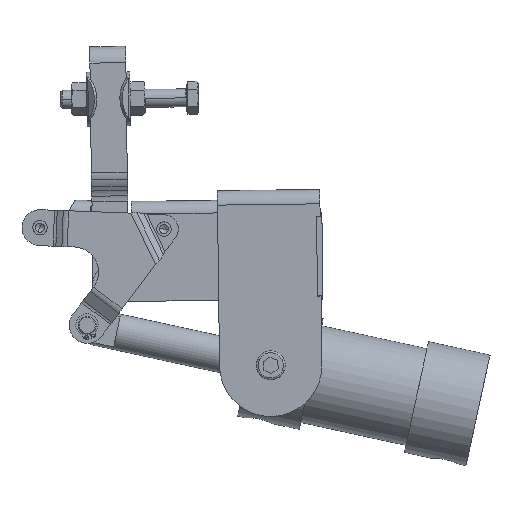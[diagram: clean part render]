
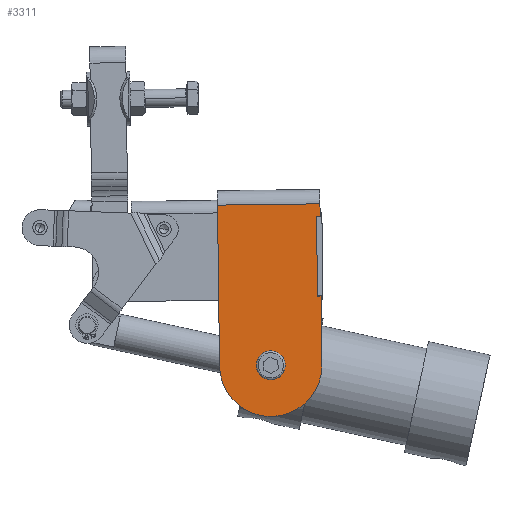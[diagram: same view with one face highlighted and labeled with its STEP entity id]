
A CAD part, front view. The second image highlights one B-rep face of the part: STEP entity #3311.
In plain terms, the highlighted free-form (B-spline) face has degree [1, 1] with [2, 2] control points.
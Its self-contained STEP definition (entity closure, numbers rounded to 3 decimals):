
#2869=CARTESIAN_POINT('',(88.573,4.463,-70.));
#2870=VERTEX_POINT('',#2869);
#2886=CARTESIAN_POINT('',(72.573,4.463,-70.));
#2887=VERTEX_POINT('',#2886);
#2894=CARTESIAN_POINT('',(80.573,4.463,-70.));
#2895=DIRECTION('',(0.0,0.0,1.0));
#2896=DIRECTION('',(1.0,0.0,0.0));
#2897=AXIS2_PLACEMENT_3D('',#2894,#2895,#2896);
#2898=CIRCLE('',#2897,8.0);
#2899=EDGE_CURVE('',#2870,#2887,#2898,.T.);
#3003=CARTESIAN_POINT('',(42.573,-22.037,-70.));
#3004=VERTEX_POINT('',#3003);
#3011=CARTESIAN_POINT('',(42.573,-24.037,-70.0));
#3012=VERTEX_POINT('',#3011);
#3013=CARTESIAN_POINT('',(42.573,-24.037,-70.0));
#3014=DIRECTION('',(0.0,1.0,0.0));
#3015=VECTOR('',#3014,2.);
#3016=LINE('',#3013,#3015);
#3017=EDGE_CURVE('',#3012,#3004,#3016,.T.);
#3041=CARTESIAN_POINT('',(-1.927,-22.037,-70.0));
#3042=VERTEX_POINT('',#3041);
#3049=CARTESIAN_POINT('',(42.573,-22.037,-70.));
#3050=DIRECTION('',(-1.0,0.0,0.0));
#3051=VECTOR('',#3050,44.5);
#3052=LINE('',#3049,#3051);
#3053=EDGE_CURVE('',#3004,#3042,#3052,.T.);
#3072=CARTESIAN_POINT('',(-1.927,-24.037,-70.0));
#3073=VERTEX_POINT('',#3072);
#3080=CARTESIAN_POINT('',(-1.927,-22.037,-70.0));
#3081=DIRECTION('',(0.0,-1.0,0.0));
#3082=VECTOR('',#3081,2.);
#3083=LINE('',#3080,#3082);
#3084=EDGE_CURVE('',#3042,#3073,#3083,.T.);
#3252=CARTESIAN_POINT('',(-8.927,32.963,-70.));
#3253=CARTESIAN_POINT('',(109.073,32.963,-70.));
#3254=CARTESIAN_POINT('',(-8.927,-24.037,-70.));
#3255=CARTESIAN_POINT('',(109.073,-24.037,-70.));
#3256=B_SPLINE_SURFACE_WITH_KNOTS('',1,1,((#3252,#3254),(#3253,#3255)),.UNSPECIFIED.,.F.,.F.,.U.,(2,2),(2,2),(0.0,118.),(0.0,57.),.UNSPECIFIED.);
#3257=ORIENTED_EDGE('',*,*,#3017,.T.);
#3258=ORIENTED_EDGE('',*,*,#3053,.T.);
#3259=ORIENTED_EDGE('',*,*,#3084,.T.);
#3260=CARTESIAN_POINT('',(-8.927,-24.037,-70.0));
#3261=VERTEX_POINT('',#3260);
#3262=CARTESIAN_POINT('',(-1.927,-24.037,-70.0));
#3263=DIRECTION('',(-1.0,0.0,0.0));
#3264=VECTOR('',#3263,7.);
#3265=LINE('',#3262,#3264);
#3266=EDGE_CURVE('',#3073,#3261,#3265,.T.);
#3267=ORIENTED_EDGE('',*,*,#3266,.T.);
#3268=CARTESIAN_POINT('',(-8.927,32.963,-70.0));
#3269=VERTEX_POINT('',#3268);
#3270=CARTESIAN_POINT('',(-8.927,-24.037,-70.0));
#3271=DIRECTION('',(0.0,1.0,0.0));
#3272=VECTOR('',#3271,57.);
#3273=LINE('',#3270,#3272);
#3274=EDGE_CURVE('',#3261,#3269,#3273,.T.);
#3275=ORIENTED_EDGE('',*,*,#3274,.T.);
#3276=CARTESIAN_POINT('',(80.573,32.963,-70.));
#3277=VERTEX_POINT('',#3276);
#3278=CARTESIAN_POINT('',(-8.927,32.963,-70.0));
#3279=DIRECTION('',(1.0,0.0,0.0));
#3280=VECTOR('',#3279,89.5);
#3281=LINE('',#3278,#3280);
#3282=EDGE_CURVE('',#3269,#3277,#3281,.T.);
#3283=ORIENTED_EDGE('',*,*,#3282,.T.);
#3284=CARTESIAN_POINT('',(80.573,-24.037,-70.));
#3285=VERTEX_POINT('',#3284);
#3286=CARTESIAN_POINT('',(80.573,4.463,-70.));
#3287=DIRECTION('',(0.0,0.0,-1.0));
#3288=DIRECTION('',(0.0,1.0,0.0));
#3289=AXIS2_PLACEMENT_3D('',#3286,#3287,#3288);
#3290=CIRCLE('',#3289,28.5);
#3291=EDGE_CURVE('',#3277,#3285,#3290,.T.);
#3292=ORIENTED_EDGE('',*,*,#3291,.T.);
#3293=CARTESIAN_POINT('',(80.573,-24.037,-70.));
#3294=DIRECTION('',(-1.0,0.0,0.0));
#3295=VECTOR('',#3294,38.);
#3296=LINE('',#3293,#3295);
#3297=EDGE_CURVE('',#3285,#3012,#3296,.T.);
#3298=ORIENTED_EDGE('',*,*,#3297,.T.);
#3299=EDGE_LOOP('',(#3257,#3258,#3259,#3267,#3275,#3283,#3292,#3298));
#3300=FACE_OUTER_BOUND('',#3299,.T.);
#3301=ORIENTED_EDGE('',*,*,#2899,.T.);
#3302=CARTESIAN_POINT('',(80.573,4.463,-70.));
#3303=DIRECTION('',(0.0,0.0,1.0));
#3304=DIRECTION('',(1.0,0.0,0.0));
#3305=AXIS2_PLACEMENT_3D('',#3302,#3303,#3304);
#3306=CIRCLE('',#3305,8.0);
#3307=EDGE_CURVE('',#2887,#2870,#3306,.T.);
#3308=ORIENTED_EDGE('',*,*,#3307,.T.);
#3309=EDGE_LOOP('',(#3301,#3308));
#3310=FACE_BOUND('',#3309,.T.);
#3311=ADVANCED_FACE('',(#3300,#3310),#3256,.T.);
